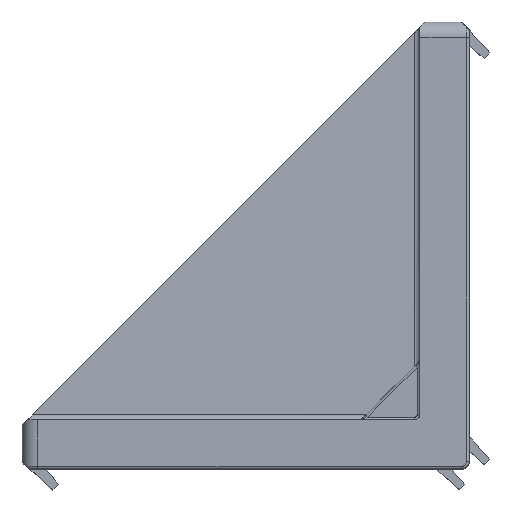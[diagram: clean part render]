
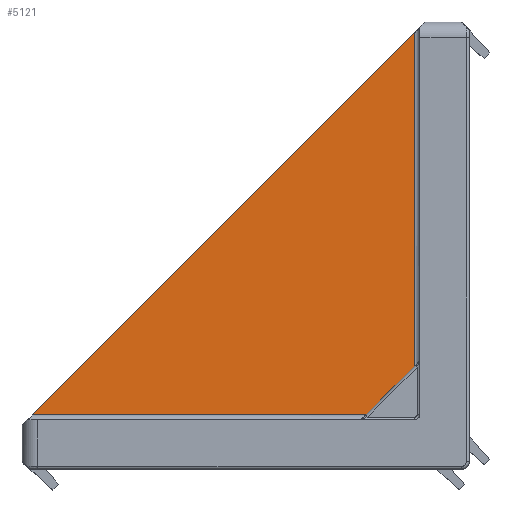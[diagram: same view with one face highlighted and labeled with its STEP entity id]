
A CAD part, top view. The second image highlights one B-rep face of the part: STEP entity #5121.
In plain terms, the highlighted planar face has unit normal (-0.012, 0.012, 1).
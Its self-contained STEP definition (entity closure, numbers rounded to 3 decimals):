
#636 = CARTESIAN_POINT ( 'NONE',  ( -10.488, 84.012, -15.5 ) ) ;
#812 = VECTOR ( 'NONE', #9032, 1000. ) ;
#994 = EDGE_CURVE ( 'NONE', #7809, #4047, #4234, .T. ) ;
#1106 = LINE ( 'NONE', #9447, #812 ) ;
#1480 = AXIS2_PLACEMENT_3D ( 'NONE', #1844, #1713, #1704 ) ;
#1704 = DIRECTION ( 'NONE',  ( 1., 0., 0.012 ) ) ;
#1713 = DIRECTION ( 'NONE',  ( -0.012, 0.012, 1. ) ) ;
#1718 = PLANE ( 'NONE',  #1480 ) ;
#1844 = CARTESIAN_POINT ( 'NONE',  ( -86., 8.5, -15.5 ) ) ;
#2064 = CARTESIAN_POINT ( 'NONE',  ( -10.488, 10.488, -14.593 ) ) ;
#2212 = CARTESIAN_POINT ( 'NONE',  ( -10.488, 10.488, -14.593 ) ) ;
#2545 = VECTOR ( 'NONE', #5001, 1000. ) ;
#2631 = VECTOR ( 'NONE', #3802, 1000. ) ;
#3802 = DIRECTION ( 'NONE',  ( -0.707, -0.707, 0. ) ) ;
#3854 = CARTESIAN_POINT ( 'NONE',  ( -86., 8.5, -15.5 ) ) ;
#4047 = VERTEX_POINT ( 'NONE', #10552 ) ;
#4234 = LINE ( 'NONE', #3854, #2631 ) ;
#5001 = DIRECTION ( 'NONE',  ( 0., 1., -0.012 ) ) ;
#5078 = VERTEX_POINT ( 'NONE', #2064 ) ;
#5121 = ADVANCED_FACE ( 'NONE', ( #7799 ), #1718, .T. ) ;
#6339 = EDGE_LOOP ( 'NONE', ( #7023, #7277, #7306 ) ) ;
#6714 = EDGE_CURVE ( 'NONE', #4047, #5078, #1106, .T. ) ;
#7023 = ORIENTED_EDGE ( 'NONE', *, *, #8053, .T. ) ;
#7277 = ORIENTED_EDGE ( 'NONE', *, *, #994, .T. ) ;
#7306 = ORIENTED_EDGE ( 'NONE', *, *, #6714, .T. ) ;
#7799 = FACE_OUTER_BOUND ( 'NONE', #6339, .T. ) ;
#7809 = VERTEX_POINT ( 'NONE', #636 ) ;
#8053 = EDGE_CURVE ( 'NONE', #5078, #7809, #9809, .T. ) ;
#9032 = DIRECTION ( 'NONE',  ( 1., 0., 0.012 ) ) ;
#9447 = CARTESIAN_POINT ( 'NONE',  ( -86., 10.488, -15.525 ) ) ;
#9809 = LINE ( 'NONE', #2212, #2545 ) ;
#10552 = CARTESIAN_POINT ( 'NONE',  ( -84.012, 10.488, -15.5 ) ) ;
